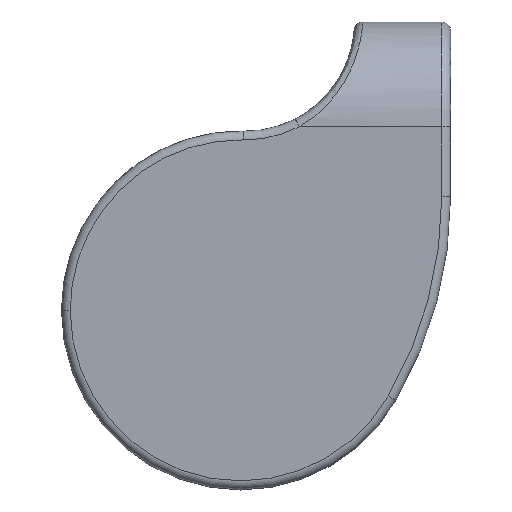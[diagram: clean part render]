
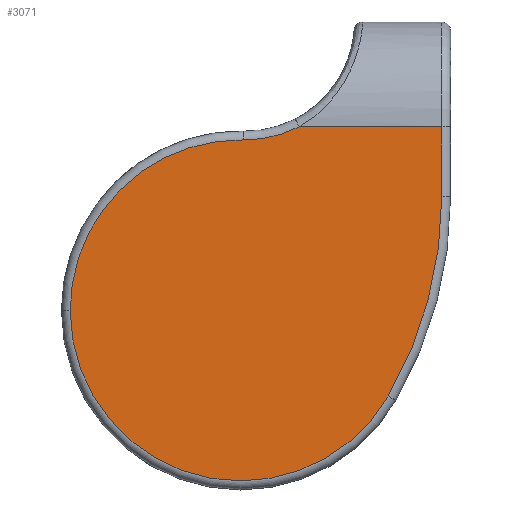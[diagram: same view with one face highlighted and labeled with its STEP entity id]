
A CAD part, top view. The second image highlights one B-rep face of the part: STEP entity #3071.
In plain terms, the highlighted planar face has unit normal (0, 0, 1).
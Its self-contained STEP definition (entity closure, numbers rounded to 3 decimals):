
#222 = AXIS2_PLACEMENT_3D ( 'NONE', #1484, #1485, #1486 ) ;
#223 = VECTOR ( 'NONE', #1487, 1000. ) ;
#224 = AXIS2_PLACEMENT_3D ( 'NONE', #1479, #1480, #1481 ) ;
#225 = CIRCLE ( 'NONE', #222, 22.696 ) ;
#226 = AXIS2_PLACEMENT_3D ( 'NONE', #1474, #1475, #1476 ) ;
#227 = CIRCLE ( 'NONE', #224, 9.75 ) ;
#230 = VECTOR ( 'NONE', #1473, 1000. ) ;
#239 = CIRCLE ( 'NONE', #226, 6.752 ) ;
#297 = AXIS2_PLACEMENT_3D ( 'NONE', #1034, #1035, #1036 ) ;
#300 = CIRCLE ( 'NONE', #297, 9.75 ) ;
#407 = AXIS2_PLACEMENT_3D ( 'NONE', #2560, #2569, #2559 ) ;
#1034 = CARTESIAN_POINT ( 'NONE',  ( 0., 0., 6. ) ) ;
#1035 = DIRECTION ( 'NONE',  ( 0., 0., -1. ) ) ;
#1036 = DIRECTION ( 'NONE',  ( -1., 0., 0. ) ) ;
#1465 = LINE ( 'NONE', #1466, #230 ) ;
#1466 = CARTESIAN_POINT ( 'NONE',  ( 12., 10.5, 6. ) ) ;
#1473 = DIRECTION ( 'NONE',  ( 1., 0., 0. ) ) ;
#1474 = CARTESIAN_POINT ( 'NONE',  ( 0.248, 16.5, 6. ) ) ;
#1475 = DIRECTION ( 'NONE',  ( 0., 0., 1. ) ) ;
#1476 = DIRECTION ( 'NONE',  ( -1., 0., 0. ) ) ;
#1477 = LINE ( 'NONE', #1478, #223 ) ;
#1478 = CARTESIAN_POINT ( 'NONE',  ( 11.5, 6.5, 6. ) ) ;
#1479 = CARTESIAN_POINT ( 'NONE',  ( 0., 0., 6. ) ) ;
#1480 = DIRECTION ( 'NONE',  ( 0., 0., -1. ) ) ;
#1481 = DIRECTION ( 'NONE',  ( -1., 0., 0. ) ) ;
#1484 = CARTESIAN_POINT ( 'NONE',  ( -11.196, 6.5, 6. ) ) ;
#1485 = DIRECTION ( 'NONE',  ( 0., 0., -1. ) ) ;
#1486 = DIRECTION ( 'NONE',  ( -1., 0., 0. ) ) ;
#1487 = DIRECTION ( 'NONE',  ( 0., -1., 0. ) ) ;
#1595 = VERTEX_POINT ( 'NONE', #1775 ) ;
#1644 = VERTEX_POINT ( 'NONE', #2146 ) ;
#1660 = VERTEX_POINT ( 'NONE', #2096 ) ;
#1775 = CARTESIAN_POINT ( 'NONE',  ( 0.147, 9.749, 6. ) ) ;
#1790 = VERTEX_POINT ( 'NONE', #2124 ) ;
#1850 = VERTEX_POINT ( 'NONE', #2470 ) ;
#1983 = ORIENTED_EDGE ( 'NONE', *, *, #3224, .F. ) ;
#2059 = VERTEX_POINT ( 'NONE', #2383 ) ;
#2096 = CARTESIAN_POINT ( 'NONE',  ( 8.432, -4.895, 6. ) ) ;
#2124 = CARTESIAN_POINT ( 'NONE',  ( 11.5, 6.5, 6. ) ) ;
#2146 = CARTESIAN_POINT ( 'NONE',  ( -9.75, 0., 6. ) ) ;
#2155 = EDGE_LOOP ( 'NONE', ( #2457, #1983, #2454, #2291, #2458, #2283 ) ) ;
#2283 = ORIENTED_EDGE ( 'NONE', *, *, #3227, .F. ) ;
#2291 = ORIENTED_EDGE ( 'NONE', *, *, #3225, .F. ) ;
#2383 = CARTESIAN_POINT ( 'NONE',  ( 11.5, 10.5, 6. ) ) ;
#2454 = ORIENTED_EDGE ( 'NONE', *, *, #3157, .F. ) ;
#2457 = ORIENTED_EDGE ( 'NONE', *, *, #3223, .F. ) ;
#2458 = ORIENTED_EDGE ( 'NONE', *, *, #3226, .F. ) ;
#2470 = CARTESIAN_POINT ( 'NONE',  ( 3.345, 10.5, 6. ) ) ;
#2559 = DIRECTION ( 'NONE',  ( -1., 0., 0. ) ) ;
#2560 = CARTESIAN_POINT ( 'NONE',  ( 0.248, 16.5, 6. ) ) ;
#2569 = DIRECTION ( 'NONE',  ( 0., 0., 1. ) ) ;
#2585 = FACE_OUTER_BOUND ( 'NONE', #2155, .T. ) ;
#2586 = PLANE ( 'NONE',  #407 ) ;
#3071 = ADVANCED_FACE ( 'NONE', ( #2585 ), #2586, .T. ) ;
#3157 = EDGE_CURVE ( 'NONE', #1644, #1595, #300, .T. ) ;
#3223 = EDGE_CURVE ( 'NONE', #1850, #2059, #1465, .T. ) ;
#3224 = EDGE_CURVE ( 'NONE', #1595, #1850, #239, .T. ) ;
#3225 = EDGE_CURVE ( 'NONE', #1660, #1644, #227, .T. ) ;
#3226 = EDGE_CURVE ( 'NONE', #1790, #1660, #225, .T. ) ;
#3227 = EDGE_CURVE ( 'NONE', #2059, #1790, #1477, .T. ) ;
